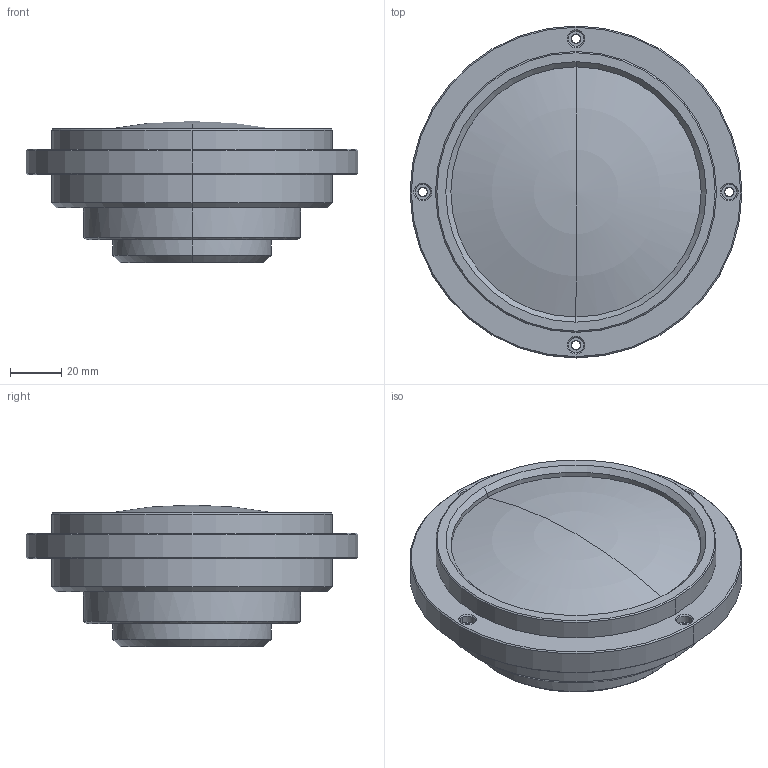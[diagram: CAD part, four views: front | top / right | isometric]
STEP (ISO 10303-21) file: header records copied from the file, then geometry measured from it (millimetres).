
FILE_DESCRIPTION (( 'STEP AP203' ), '1' );
FILE_NAME ('630014.STEP', '2021-06-02T02:15:30', ( '' ), ( '' ), 'SwSTEP 2.0', 'SolidWorks 2020', '' );
FILE_SCHEMA (( 'CONFIG_CONTROL_DESIGN' ));
Length unit declared in the file: millimetre
Products named in the file (1): 630014
Bounding box: 130 x 130 x 55.5 mm (x, y, z)
Volume: 422716.5 mm3; surface area: 43222.4 mm2
Topology: 1 solids, 1 shells, 77 faces, 166 edges, 99 vertices
Faces by surface type: cone 36, cylinder 28, plane 11, sphere 2
Entity records: 2293 total; most frequent: CARTESIAN_POINT 471, DIRECTION 410, ORIENTED_EDGE 326, AXIS2_PLACEMENT_3D 173, EDGE_CURVE 163, VERTEX_POINT 98, CIRCLE 95, EDGE_LOOP 95
